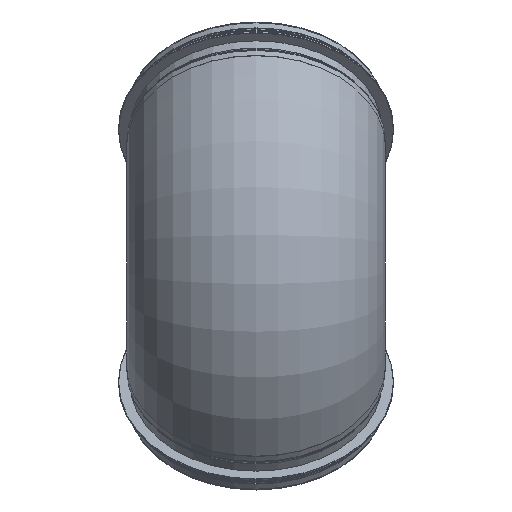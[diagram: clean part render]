
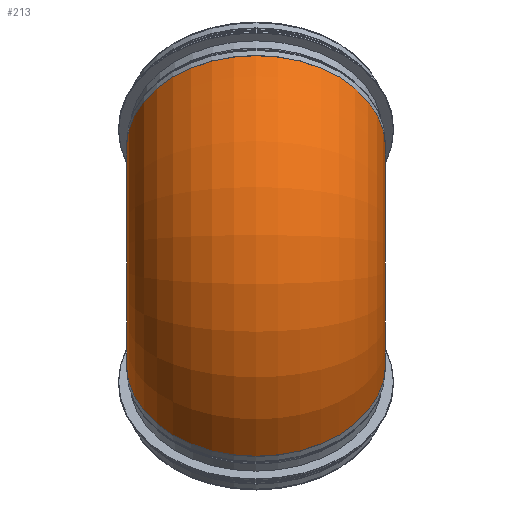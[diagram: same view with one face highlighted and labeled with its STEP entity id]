
A CAD part, left-side view. The second image highlights one B-rep face of the part: STEP entity #213.
In plain terms, the highlighted toroidal (fillet/blend) face has major radius 95 mm and minor radius 79.5 mm.
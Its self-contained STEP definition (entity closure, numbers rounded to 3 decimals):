
#151=CARTESIAN_POINT('',(84.04,0.,-10.96));
#152=VERTEX_POINT('',#151);
#153=CARTESIAN_POINT('',(27.825,0.0,-67.175));
#154=DIRECTION('',(0.707,0.0,-0.707));
#155=DIRECTION('',(-0.707,0.0,-0.707));
#156=AXIS2_PLACEMENT_3D('',#153,#154,#155);
#157=CIRCLE('',#156,79.5);
#158=EDGE_CURVE('',#152,#152,#157,.T.);
#194=CARTESIAN_POINT('',(95.0,0.0,0.0));
#195=DIRECTION('',(0.0,1.0,0.0));
#196=DIRECTION('',(0.0,0.0,1.0));
#197=AXIS2_PLACEMENT_3D('',#194,#195,#196);
#198=TOROIDAL_SURFACE('',#197,95.0,79.5);
#199=ORIENTED_EDGE('',*,*,#158,.F.);
#200=EDGE_LOOP('',(#199));
#201=FACE_OUTER_BOUND('',#200,.T.);
#202=CARTESIAN_POINT('',(84.04,0.,10.96));
#203=VERTEX_POINT('',#202);
#204=CARTESIAN_POINT('',(27.825,0.0,67.175));
#205=DIRECTION('',(-0.707,0.0,-0.707));
#206=DIRECTION('',(-0.707,0.0,0.707));
#207=AXIS2_PLACEMENT_3D('',#204,#205,#206);
#208=CIRCLE('',#207,79.5);
#209=EDGE_CURVE('',#203,#203,#208,.T.);
#210=ORIENTED_EDGE('',*,*,#209,.T.);
#211=EDGE_LOOP('',(#210));
#212=FACE_BOUND('',#211,.T.);
#213=ADVANCED_FACE('',(#201,#212),#198,.T.);
